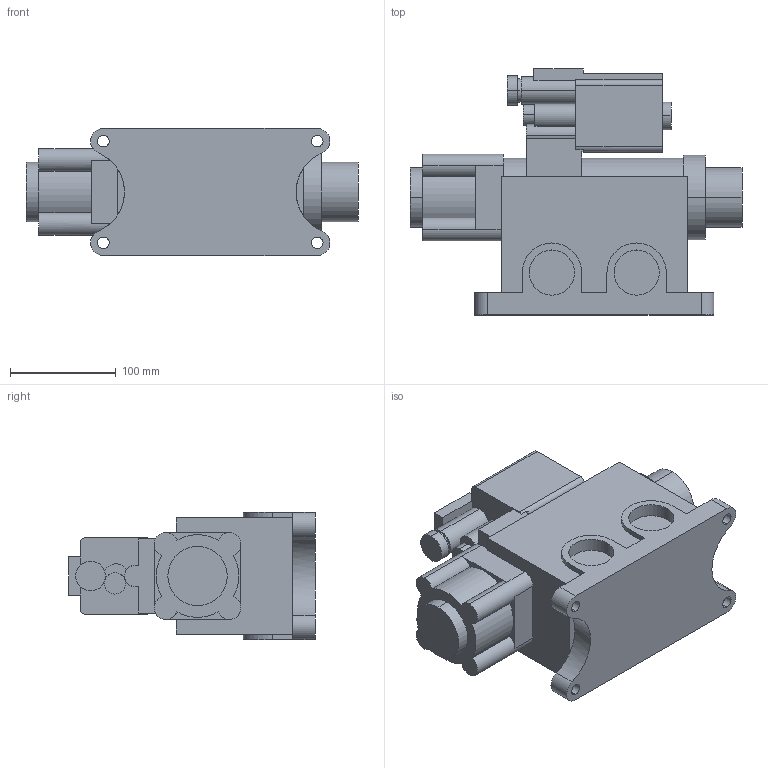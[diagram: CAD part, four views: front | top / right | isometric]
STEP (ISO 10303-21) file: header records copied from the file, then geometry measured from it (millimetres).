
FILE_DESCRIPTION (( 'STEP AP214' ), '1' );
FILE_NAME ('MVS120C-32A.STEP', '2025-09-02T07:00:23', ( '' ), ( '' ), 'SwSTEP 2.0', 'SolidWorks 2023', '' );
FILE_SCHEMA (( 'AUTOMOTIVE_DESIGN' ));
Length unit declared in the file: millimetre
Products named in the file (1): MVS120C-32A
Bounding box: 313.5 x 232.5 x 120 mm (x, y, z)
Volume: 3959146.7 mm3; surface area: 228424.3 mm2
Topology: 1 solids, 1 shells, 138 faces, 375 edges, 248 vertices
Faces by surface type: plane 73, cylinder 65
Entity records: 4442 total; most frequent: DIRECTION 805, CARTESIAN_POINT 762, ORIENTED_EDGE 750, EDGE_CURVE 375, AXIS2_PLACEMENT_3D 291, VERTEX_POINT 248, VECTOR 223, LINE 223
